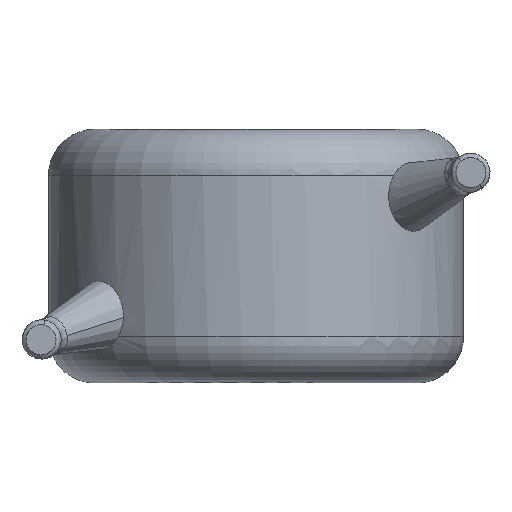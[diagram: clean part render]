
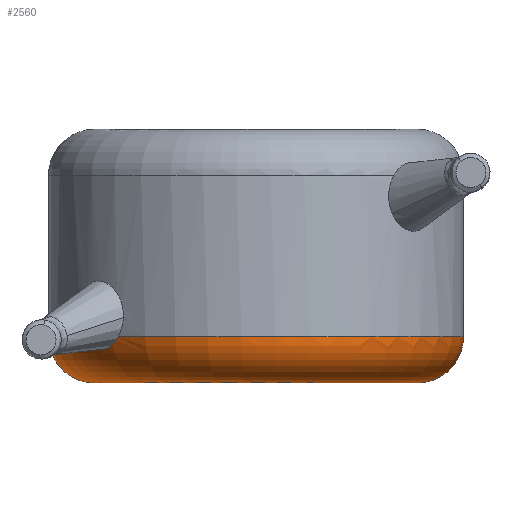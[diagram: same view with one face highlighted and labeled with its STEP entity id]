
A CAD part, front view. The second image highlights one B-rep face of the part: STEP entity #2560.
In plain terms, the highlighted toroidal (fillet/blend) face has major radius 3.5 mm and minor radius 1 mm.
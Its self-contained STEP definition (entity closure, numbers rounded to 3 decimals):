
#31 = DIRECTION ( 'NONE',  ( 0., 0., -1. ) ) ;
#59 = EDGE_CURVE ( 'NONE', #606, #1533, #1811, .T. ) ;
#82 = VERTEX_POINT ( 'NONE', #681 ) ;
#94 = EDGE_CURVE ( 'NONE', #965, #82, #4244, .T. ) ;
#102 = AXIS2_PLACEMENT_3D ( 'NONE', #2997, #3665, #2327 ) ;
#127 = DIRECTION ( 'NONE',  ( 0., 0., 1. ) ) ;
#154 = ORIENTED_EDGE ( 'NONE', *, *, #816, .F. ) ;
#226 = DIRECTION ( 'NONE',  ( -1., 0., 0. ) ) ;
#522 = DIRECTION ( 'NONE',  ( 0., 1., 0. ) ) ;
#569 = DIRECTION ( 'NONE',  ( 1., 0., 0. ) ) ;
#590 = ORIENTED_EDGE ( 'NONE', *, *, #3201, .F. ) ;
#594 = CARTESIAN_POINT ( 'NONE',  ( -3.433, -2.851, 0.726 ) ) ;
#606 = VERTEX_POINT ( 'NONE', #1672 ) ;
#656 = ORIENTED_EDGE ( 'NONE', *, *, #94, .F. ) ;
#681 = CARTESIAN_POINT ( 'NONE',  ( 4.5, 0., 1. ) ) ;
#709 = CARTESIAN_POINT ( 'NONE',  ( 3.5, 0., 1. ) ) ;
#803 = CIRCLE ( 'NONE', #3922, 1. ) ;
#816 = EDGE_CURVE ( 'NONE', #2982, #1722, #827, .T. ) ;
#827 = CIRCLE ( 'NONE', #2981, 4.5 ) ;
#885 = CARTESIAN_POINT ( 'NONE',  ( -3.095, -3.252, 0.841 ) ) ;
#900 = CARTESIAN_POINT ( 'NONE',  ( -3.74, -2.503, 1. ) ) ;
#932 = CARTESIAN_POINT ( 'NONE',  ( -2.99, -3.363, 1. ) ) ;
#965 = VERTEX_POINT ( 'NONE', #2124 ) ;
#966 = AXIS2_PLACEMENT_3D ( 'NONE', #2636, #127, #2419 ) ;
#1140 = TOROIDAL_SURFACE ( 'NONE', #966, 3.5, 1. ) ;
#1261 = DIRECTION ( 'NONE',  ( 0., 0., 1. ) ) ;
#1369 = DIRECTION ( 'NONE',  ( 1., 0., 0. ) ) ;
#1466 = AXIS2_PLACEMENT_3D ( 'NONE', #709, #2003, #31 ) ;
#1533 = VERTEX_POINT ( 'NONE', #3540 ) ;
#1608 = B_SPLINE_CURVE_WITH_KNOTS ( 'NONE', 3,
 ( #900, #1849, #4177, #4164, #594, #3195, #2905, #885, #2192, #932 ),
 .UNSPECIFIED., .F., .F.,
 ( 4, 2, 2, 2, 4 ),
 ( 0., 0., 0.001, 0.001, 0.001 ),
 .UNSPECIFIED. ) ;
#1651 = CARTESIAN_POINT ( 'NONE',  ( -4.5, 0., 1. ) ) ;
#1672 = CARTESIAN_POINT ( 'NONE',  ( 3.5, 0., 0. ) ) ;
#1722 = VERTEX_POINT ( 'NONE', #1949 ) ;
#1811 = CIRCLE ( 'NONE', #102, 3.5 ) ;
#1849 = CARTESIAN_POINT ( 'NONE',  ( -3.699, -2.563, 0.917 ) ) ;
#1915 = FACE_OUTER_BOUND ( 'NONE', #3692, .T. ) ;
#1949 = CARTESIAN_POINT ( 'NONE',  ( -3.74, -2.503, 1. ) ) ;
#2000 = CARTESIAN_POINT ( 'NONE',  ( 0., 0., 1. ) ) ;
#2003 = DIRECTION ( 'NONE',  ( 0., -1., 0. ) ) ;
#2124 = CARTESIAN_POINT ( 'NONE',  ( -2.99, -3.363, 1. ) ) ;
#2192 = CARTESIAN_POINT ( 'NONE',  ( -3.039, -3.319, 0.912 ) ) ;
#2219 = CARTESIAN_POINT ( 'NONE',  ( 0., 0., 1. ) ) ;
#2327 = DIRECTION ( 'NONE',  ( 1., 0., 0. ) ) ;
#2419 = DIRECTION ( 'NONE',  ( 1., 0., 0. ) ) ;
#2560 = ADVANCED_FACE ( 'NONE', ( #1915 ), #1140, .T. ) ;
#2636 = CARTESIAN_POINT ( 'NONE',  ( 0., 0., 1. ) ) ;
#2761 = ORIENTED_EDGE ( 'NONE', *, *, #3083, .F. ) ;
#2905 = CARTESIAN_POINT ( 'NONE',  ( -3.22, -3.1, 0.747 ) ) ;
#2973 = AXIS2_PLACEMENT_3D ( 'NONE', #2000, #3649, #1369 ) ;
#2981 = AXIS2_PLACEMENT_3D ( 'NONE', #2219, #1261, #569 ) ;
#2982 = VERTEX_POINT ( 'NONE', #1651 ) ;
#2997 = CARTESIAN_POINT ( 'NONE',  ( 0., 0., 0. ) ) ;
#3010 = CIRCLE ( 'NONE', #1466, 1. ) ;
#3083 = EDGE_CURVE ( 'NONE', #1722, #965, #1608, .T. ) ;
#3167 = CARTESIAN_POINT ( 'NONE',  ( -3.5, 0., 1. ) ) ;
#3195 = CARTESIAN_POINT ( 'NONE',  ( -3.29, -3.015, 0.723 ) ) ;
#3201 = EDGE_CURVE ( 'NONE', #1533, #2982, #803, .T. ) ;
#3430 = ORIENTED_EDGE ( 'NONE', *, *, #4033, .T. ) ;
#3540 = CARTESIAN_POINT ( 'NONE',  ( -3.5, 0., 0. ) ) ;
#3578 = ORIENTED_EDGE ( 'NONE', *, *, #59, .F. ) ;
#3649 = DIRECTION ( 'NONE',  ( 0., 0., 1. ) ) ;
#3665 = DIRECTION ( 'NONE',  ( 0., 0., -1. ) ) ;
#3692 = EDGE_LOOP ( 'NONE', ( #590, #3578, #3430, #656, #2761, #154 ) ) ;
#3922 = AXIS2_PLACEMENT_3D ( 'NONE', #3167, #522, #226 ) ;
#4033 = EDGE_CURVE ( 'NONE', #606, #82, #3010, .T. ) ;
#4164 = CARTESIAN_POINT ( 'NONE',  ( -3.508, -2.772, 0.752 ) ) ;
#4177 = CARTESIAN_POINT ( 'NONE',  ( -3.641, -2.628, 0.848 ) ) ;
#4244 = CIRCLE ( 'NONE', #2973, 4.5 ) ;
